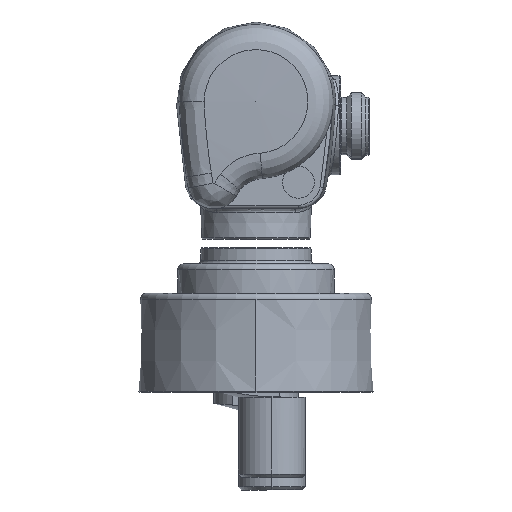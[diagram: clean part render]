
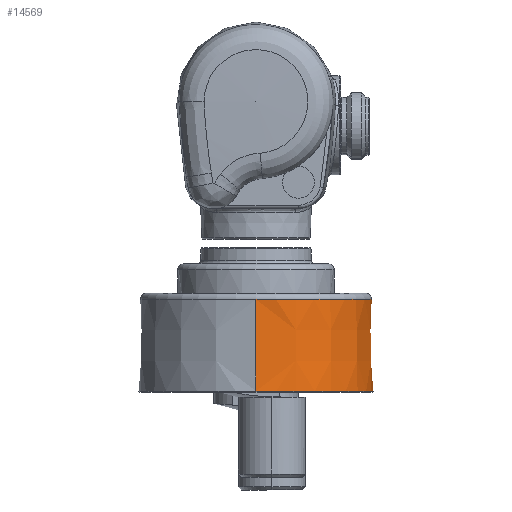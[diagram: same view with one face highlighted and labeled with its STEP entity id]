
A CAD part, left-side view. The second image highlights one B-rep face of the part: STEP entity #14569.
In plain terms, the highlighted conical face has half-angle 1 degrees and reference radius 36.2 mm.
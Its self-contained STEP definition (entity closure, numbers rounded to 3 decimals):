
#969 = LINE ( 'NONE', #33626, #33883 ) ;
#1840 = ORIENTED_EDGE ( 'NONE', *, *, #12680, .T. ) ;
#1945 = ORIENTED_EDGE ( 'NONE', *, *, #13490, .F. ) ;
#2052 = EDGE_CURVE ( 'NONE', #7653, #25962, #25742, .T. ) ;
#2087 = DIRECTION ( 'NONE',  ( 0., 0., 1. ) ) ;
#2555 = EDGE_CURVE ( 'NONE', #18356, #10196, #25318, .T. ) ;
#3131 = DIRECTION ( 'NONE',  ( 0., 0., 1. ) ) ;
#3254 = LINE ( 'NONE', #22554, #32602 ) ;
#3682 = CONICAL_SURFACE ( 'NONE', #16951, 36.2, 0.017 ) ;
#4381 = AXIS2_PLACEMENT_3D ( 'NONE', #8028, #2087, #8145 ) ;
#5450 = CIRCLE ( 'NONE', #21267, 36.234 ) ;
#6112 = DIRECTION ( 'NONE',  ( 0., 0., -1. ) ) ;
#7653 = VERTEX_POINT ( 'NONE', #26628 ) ;
#7840 = CARTESIAN_POINT ( 'NONE',  ( 355.821, 583.591, 911.678 ) ) ;
#8028 = CARTESIAN_POINT ( 'NONE',  ( 392.055, 583.591, 882.948 ) ) ;
#8145 = DIRECTION ( 'NONE',  ( 0., 1., 0. ) ) ;
#8410 = DIRECTION ( 'NONE',  ( 0.017, 0., -1. ) ) ;
#8462 = CARTESIAN_POINT ( 'NONE',  ( 392.055, 583.591, 911.678 ) ) ;
#10196 = VERTEX_POINT ( 'NONE', #27768 ) ;
#12680 = EDGE_CURVE ( 'NONE', #25962, #27070, #13099, .T. ) ;
#13099 = CIRCLE ( 'NONE', #4381, 36.736 ) ;
#13490 = EDGE_CURVE ( 'NONE', #18356, #27070, #3254, .T. ) ;
#13863 = ORIENTED_EDGE ( 'NONE', *, *, #14368, .T. ) ;
#14368 = EDGE_CURVE ( 'NONE', #10196, #31992, #5450, .T. ) ;
#14569 = ADVANCED_FACE ( 'NONE', ( #32548 ), #3682, .T. ) ;
#14966 = DIRECTION ( 'NONE',  ( 0., 0., -1. ) ) ;
#15814 = CARTESIAN_POINT ( 'NONE',  ( 428.289, 583.591, 911.678 ) ) ;
#16915 = CARTESIAN_POINT ( 'NONE',  ( 392.055, 583.591, 882.948 ) ) ;
#16951 = AXIS2_PLACEMENT_3D ( 'NONE', #32104, #14966, #29611 ) ;
#18356 = VERTEX_POINT ( 'NONE', #15814 ) ;
#19573 = DIRECTION ( 'NONE',  ( -0.017, 0., -1. ) ) ;
#20442 = EDGE_LOOP ( 'NONE', ( #28117, #13863, #27644, #21430, #1840, #1945 ) ) ;
#21084 = AXIS2_PLACEMENT_3D ( 'NONE', #16915, #3131, #22984 ) ;
#21267 = AXIS2_PLACEMENT_3D ( 'NONE', #28259, #25285, #22662 ) ;
#21430 = ORIENTED_EDGE ( 'NONE', *, *, #2052, .T. ) ;
#22554 = CARTESIAN_POINT ( 'NONE',  ( 428.255, 583.591, 913.643 ) ) ;
#22662 = DIRECTION ( 'NONE',  ( 0., -1., 0. ) ) ;
#22984 = DIRECTION ( 'NONE',  ( 0., 1., 0. ) ) ;
#25285 = DIRECTION ( 'NONE',  ( 0., 0., -1. ) ) ;
#25318 = CIRCLE ( 'NONE', #31061, 36.234 ) ;
#25742 = CIRCLE ( 'NONE', #21084, 36.736 ) ;
#25962 = VERTEX_POINT ( 'NONE', #26488 ) ;
#26488 = CARTESIAN_POINT ( 'NONE',  ( 392.055, 546.855, 882.948 ) ) ;
#26628 = CARTESIAN_POINT ( 'NONE',  ( 355.319, 583.591, 882.948 ) ) ;
#27070 = VERTEX_POINT ( 'NONE', #34964 ) ;
#27644 = ORIENTED_EDGE ( 'NONE', *, *, #35385, .T. ) ;
#27768 = CARTESIAN_POINT ( 'NONE',  ( 392.055, 547.357, 911.678 ) ) ;
#28117 = ORIENTED_EDGE ( 'NONE', *, *, #2555, .T. ) ;
#28259 = CARTESIAN_POINT ( 'NONE',  ( 392.055, 583.591, 911.678 ) ) ;
#28314 = DIRECTION ( 'NONE',  ( 0., -1., 0. ) ) ;
#29611 = DIRECTION ( 'NONE',  ( 1., 0., 0. ) ) ;
#31061 = AXIS2_PLACEMENT_3D ( 'NONE', #8462, #6112, #28314 ) ;
#31992 = VERTEX_POINT ( 'NONE', #7840 ) ;
#32104 = CARTESIAN_POINT ( 'NONE',  ( 392.055, 583.591, 913.643 ) ) ;
#32548 = FACE_OUTER_BOUND ( 'NONE', #20442, .T. ) ;
#32602 = VECTOR ( 'NONE', #8410, 1000. ) ;
#33626 = CARTESIAN_POINT ( 'NONE',  ( 355.855, 583.591, 913.643 ) ) ;
#33883 = VECTOR ( 'NONE', #19573, 1000. ) ;
#34964 = CARTESIAN_POINT ( 'NONE',  ( 428.791, 583.591, 882.948 ) ) ;
#35385 = EDGE_CURVE ( 'NONE', #31992, #7653, #969, .T. ) ;
